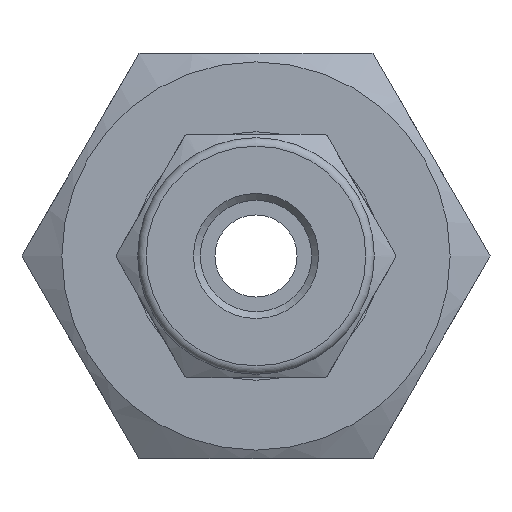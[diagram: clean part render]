
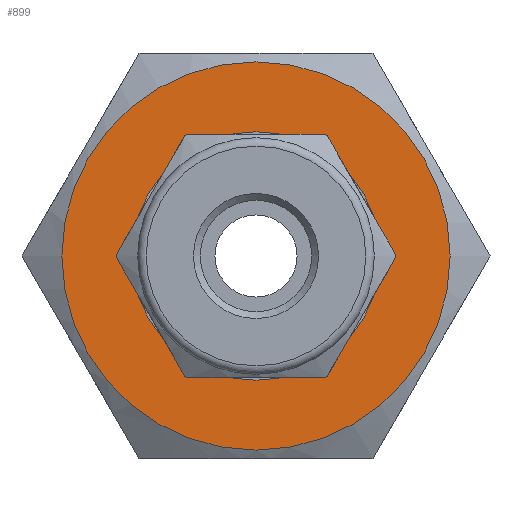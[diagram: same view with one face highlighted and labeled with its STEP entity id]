
A CAD part, left-side view. The second image highlights one B-rep face of the part: STEP entity #899.
In plain terms, the highlighted planar face has unit normal (-1, 0, 0).
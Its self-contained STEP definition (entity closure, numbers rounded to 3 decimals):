
#23=FACE_BOUND('',#224,.T.);
#69=CIRCLE('',#984,5.9);
#89=CIRCLE('',#1021,11.406);
#158=FACE_OUTER_BOUND('',#223,.T.);
#223=EDGE_LOOP('',(#741));
#224=EDGE_LOOP('',(#742));
#404=VERTEX_POINT('',#1481);
#421=VERTEX_POINT('',#1545);
#502=EDGE_CURVE('',#404,#404,#69,.T.);
#532=EDGE_CURVE('',#421,#421,#89,.T.);
#741=ORIENTED_EDGE('',*,*,#532,.F.);
#742=ORIENTED_EDGE('',*,*,#502,.T.);
#852=PLANE('',#1020);
#899=ADVANCED_FACE('',(#158,#23),#852,.T.);
#984=AXIS2_PLACEMENT_3D('',#1482,#1164,#1165);
#1020=AXIS2_PLACEMENT_3D('',#1544,#1246,#1247);
#1021=AXIS2_PLACEMENT_3D('',#1546,#1248,#1249);
#1164=DIRECTION('center_axis',(1.,0.,0.));
#1165=DIRECTION('ref_axis',(0.,1.,0.));
#1246=DIRECTION('center_axis',(-1.,0.,0.));
#1247=DIRECTION('ref_axis',(0.,0.,1.));
#1248=DIRECTION('center_axis',(1.,0.,0.));
#1249=DIRECTION('ref_axis',(0.,0.,-1.));
#1481=CARTESIAN_POINT('',(18.7,-5.9,0.));
#1482=CARTESIAN_POINT('Origin',(18.7,0.,0.));
#1544=CARTESIAN_POINT('Origin',(18.7,11.406,0.));
#1545=CARTESIAN_POINT('',(18.7,-11.406,0.));
#1546=CARTESIAN_POINT('Origin',(18.7,0.,0.));
